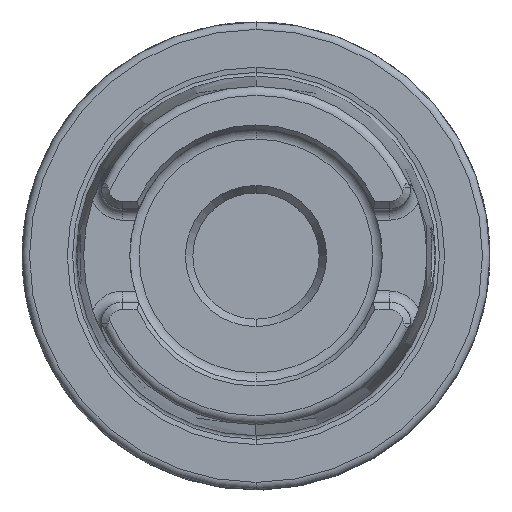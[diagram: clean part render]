
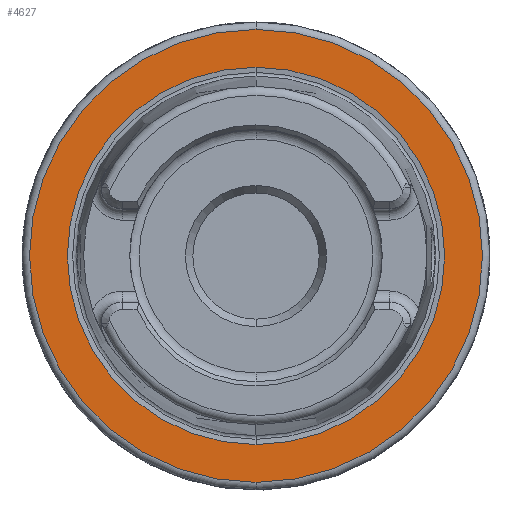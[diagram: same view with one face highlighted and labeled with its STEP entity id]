
A CAD part, top view. The second image highlights one B-rep face of the part: STEP entity #4627.
In plain terms, the highlighted planar face has unit normal (0, 0, 1).
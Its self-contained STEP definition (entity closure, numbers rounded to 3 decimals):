
#1264=CARTESIAN_POINT('',(0,0,26));
#1265=DIRECTION('',(0,0,-1));
#1266=DIRECTION('',(0,1,0));
#1267=AXIS2_PLACEMENT_3D('',#1264,#1265,#1266);
#1277=CARTESIAN_POINT('',(0,0,26));
#1278=DIRECTION('',(0,0,1));
#1279=DIRECTION('',(0,1,0));
#1280=AXIS2_PLACEMENT_3D('',#1277,#1278,#1279);
#1282=CARTESIAN_POINT('',(0,0,26));
#1283=DIRECTION('',(0,0,1));
#1284=DIRECTION('',(0,1,0));
#1285=AXIS2_PLACEMENT_3D('',#1282,#1283,#1284);
#1287=CARTESIAN_POINT('',(0,0,26));
#1288=DIRECTION('',(0,0,1));
#1289=DIRECTION('',(0,-1,0));
#1290=AXIS2_PLACEMENT_3D('',#1287,#1288,#1289);
#2838=CARTESIAN_POINT('',(0,25.409,26));
#2840=VERTEX_POINT('',#2838);
#2874=CARTESIAN_POINT('',(0,-25.409,26));
#2876=VERTEX_POINT('',#2874);
#2940=CARTESIAN_POINT('',(0,30.5,26));
#2941=CARTESIAN_POINT('',(0,-30.5,26));
#2942=VERTEX_POINT('',#2940);
#2943=VERTEX_POINT('',#2941);
#4612=CARTESIAN_POINT('',(0,0,26));
#4613=DIRECTION('',(0,0,-1));
#4614=DIRECTION('',(0,-1,0));
#4615=AXIS2_PLACEMENT_3D('',#4612,#4613,#4614);
#4616=PLANE('',#4615);
#4618=ORIENTED_EDGE('',*,*,#4617,.F.);
#4620=ORIENTED_EDGE('',*,*,#4619,.F.);
#4621=EDGE_LOOP('',(#4618,#4620));
#4622=FACE_OUTER_BOUND('',#4621,.F.);
#4623=ORIENTED_EDGE('',*,*,#4607,.T.);
#4624=ORIENTED_EDGE('',*,*,#4591,.F.);
#4625=EDGE_LOOP('',(#4623,#4624));
#4626=FACE_BOUND('',#4625,.F.);
#4627=ADVANCED_FACE('',(#4622,#4626),#4616,.F.);
#1268=CIRCLE('',#1267,25.409);
#1281=CIRCLE('',#1280,25.409);
#1286=CIRCLE('',#1285,30.5);
#1291=CIRCLE('',#1290,30.5);
#4591=EDGE_CURVE('',#2840,#2876,#1268,.T.);
#4607=EDGE_CURVE('',#2840,#2876,#1281,.T.);
#4617=EDGE_CURVE('',#2942,#2943,#1286,.T.);
#4619=EDGE_CURVE('',#2943,#2942,#1291,.T.);
